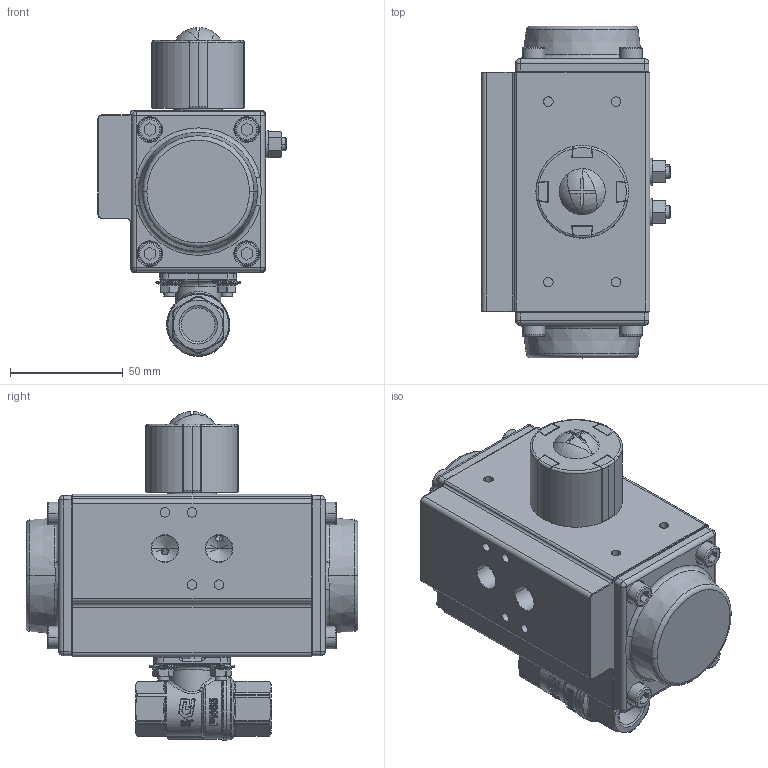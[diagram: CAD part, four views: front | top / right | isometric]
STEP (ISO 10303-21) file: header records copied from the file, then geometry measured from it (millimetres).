
FILE_DESCRIPTION(('HOOPS Exchange Step'),'2;1');
FILE_NAME('PK0101_DN10.stp','2025-03-25T09:04:28+01:00',('nieru'),('Unknown organisation'),'HOOPS Exchange 2024.2','HOOPS Exchange','Unknown authorisation');
FILE_SCHEMA( ('AP203_CONFIGURATION_CONTROLLED_3D_DESIGN_OF_MECHANICAL_PARTS_AND_ASSEMBLIES_MIM_LF') );
Length unit declared in the file: millimetre
Products named in the file (5): 0; root
Assembly tree (4 placements, depth 3):
  root
    0
      0
      0
      0
Bounding box: 83.5 x 147 x 145.65 mm (x, y, z)
Volume: 457476.4 mm3; surface area: 122168.6 mm2
Topology: 34 solids, 34 shells, 2546 faces, 6059 edges, 3601 vertices
Faces by surface type: bspline 1230, plane 500, cylinder 489, torus 185, cone 104, sphere 38
Full cylindrical faces by diameter (mm): 5 x9, 5.5 x4, 11 x1, 14.95 x2, 20 x1, 25 x1, 27 x1, 27.5 x1, 28 x1
Entity records: 166945 total; most frequent: CARTESIAN_POINT 115307, ORIENTED_EDGE 12010, DIRECTION 8332, EDGE_CURVE 6005, VERTEX_POINT 3603, AXIS2_PLACEMENT_3D 3369, EDGE_LOOP 2686, FACE_BOUND 2686
